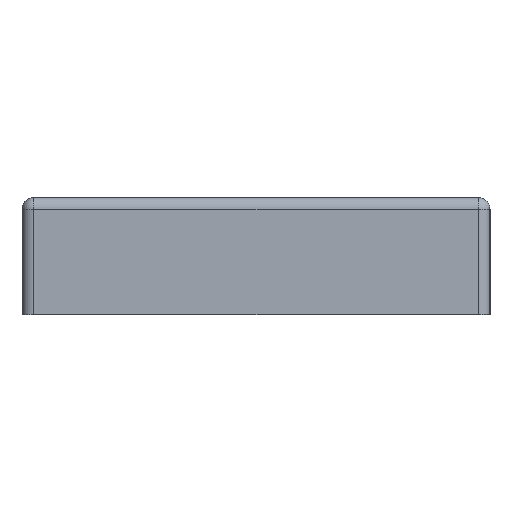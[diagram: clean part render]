
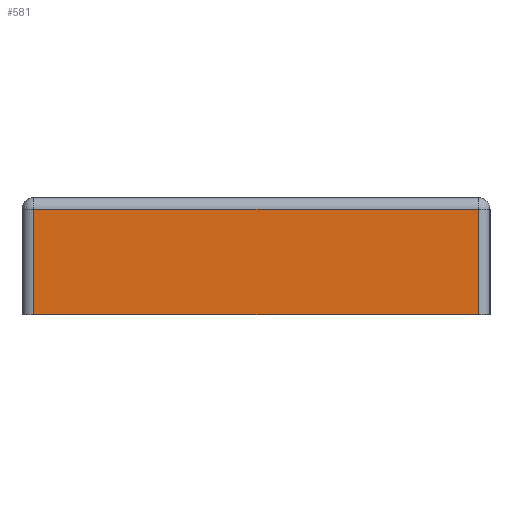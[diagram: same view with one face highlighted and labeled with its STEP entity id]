
A CAD part, left-side view. The second image highlights one B-rep face of the part: STEP entity #581.
In plain terms, the highlighted planar face has unit normal (-1, 0, 0).
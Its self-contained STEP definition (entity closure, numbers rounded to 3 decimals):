
#109=DIRECTION('',(0.,0.,1.));
#110=VECTOR('',#109,18.);
#111=CARTESIAN_POINT('',(-300.,-38.,0.));
#112=LINE('',#111,#110);
#117=DIRECTION('',(0.,1.,0.));
#118=VECTOR('',#117,76.);
#119=CARTESIAN_POINT('',(-300.,-38.,0.));
#120=LINE('',#119,#118);
#121=DIRECTION('',(0.,1.,0.));
#122=VECTOR('',#121,76.);
#123=CARTESIAN_POINT('',(-300.,-38.,18.));
#124=LINE('',#123,#122);
#293=DIRECTION('',(0.,0.,-1.));
#294=VECTOR('',#293,18.);
#295=CARTESIAN_POINT('',(-300.,38.,18.));
#296=LINE('',#295,#294);
#335=CARTESIAN_POINT('',(-300.,38.,0.));
#336=VERTEX_POINT('',#335);
#337=CARTESIAN_POINT('',(-300.,-38.,0.));
#338=VERTEX_POINT('',#337);
#397=CARTESIAN_POINT('',(-300.,-38.,18.));
#398=CARTESIAN_POINT('',(-300.,38.,18.));
#399=VERTEX_POINT('',#397);
#400=VERTEX_POINT('',#398);
#568=CARTESIAN_POINT('',(-300.,40.,0.));
#569=DIRECTION('',(-1.,0.,0.));
#570=DIRECTION('',(0.,-1.,0.));
#571=AXIS2_PLACEMENT_3D('',#568,#569,#570);
#572=PLANE('',#571);
#574=ORIENTED_EDGE('',*,*,#573,.F.);
#575=ORIENTED_EDGE('',*,*,#560,.F.);
#576=ORIENTED_EDGE('',*,*,#475,.T.);
#578=ORIENTED_EDGE('',*,*,#577,.F.);
#579=EDGE_LOOP('',(#574,#575,#576,#578));
#580=FACE_OUTER_BOUND('',#579,.F.);
#581=ADVANCED_FACE('',(#580),#572,.T.);
#475=EDGE_CURVE('',#338,#336,#120,.T.);
#560=EDGE_CURVE('',#338,#399,#112,.T.);
#573=EDGE_CURVE('',#399,#400,#124,.T.);
#577=EDGE_CURVE('',#400,#336,#296,.T.);
